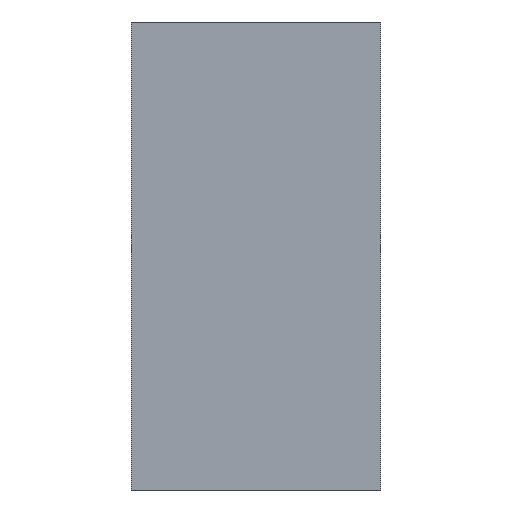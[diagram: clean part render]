
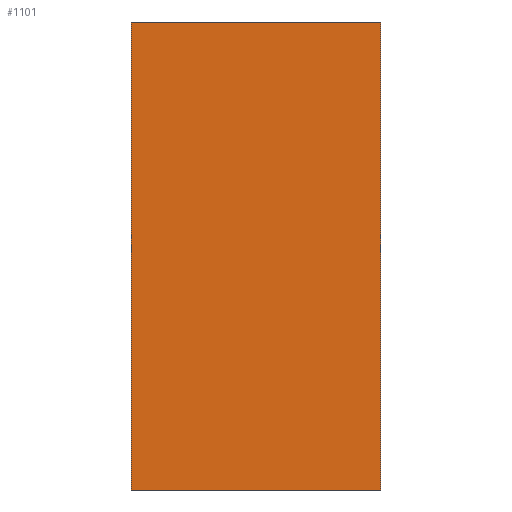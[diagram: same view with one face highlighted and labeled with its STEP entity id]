
A CAD part, front view. The second image highlights one B-rep face of the part: STEP entity #1101.
In plain terms, the highlighted planar face has unit normal (0, -1, 0).
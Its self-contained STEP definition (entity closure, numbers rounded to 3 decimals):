
#655 = VERTEX_POINT ( 'NONE', #2707 ) ;
#694 = ORIENTED_EDGE ( 'NONE', *, *, #4541, .F. ) ;
#695 = ORIENTED_EDGE ( 'NONE', *, *, #4540, .F. ) ;
#696 = ORIENTED_EDGE ( 'NONE', *, *, #4539, .T. ) ;
#697 = ORIENTED_EDGE ( 'NONE', *, *, #4543, .T. ) ;
#1101 = ADVANCED_FACE ( 'NONE', ( #2406 ), #2913, .T. ) ;
#1220 = VERTEX_POINT ( 'NONE', #3318 ) ;
#1222 = VERTEX_POINT ( 'NONE', #3320 ) ;
#1227 = VERTEX_POINT ( 'NONE', #3325 ) ;
#1232 = EDGE_LOOP ( 'NONE', ( #694, #695, #696, #697 ) ) ;
#2406 = FACE_OUTER_BOUND ( 'NONE', #1232, .T. ) ;
#2558 = LINE ( 'NONE', #3441, #2567 ) ;
#2562 = LINE ( 'NONE', #3452, #2565 ) ;
#2564 = LINE ( 'NONE', #3447, #2573 ) ;
#2565 = VECTOR ( 'NONE', #3454, 1000. ) ;
#2566 = LINE ( 'NONE', #3456, #2569 ) ;
#2567 = VECTOR ( 'NONE', #3455, 1000. ) ;
#2569 = VECTOR ( 'NONE', #3457, 1000. ) ;
#2573 = VECTOR ( 'NONE', #3461, 1000. ) ;
#2707 = CARTESIAN_POINT ( 'NONE',  ( 0., 0., -140. ) ) ;
#2913 = PLANE ( 'NONE',  #3009 ) ;
#2914 = CARTESIAN_POINT ( 'NONE',  ( 0., 0., -140. ) ) ;
#2919 = DIRECTION ( 'NONE',  ( 0., -1., 0. ) ) ;
#2920 = DIRECTION ( 'NONE',  ( 0., 0., -1. ) ) ;
#3009 = AXIS2_PLACEMENT_3D ( 'NONE', #2914, #2919, #2920 ) ;
#3318 = CARTESIAN_POINT ( 'NONE',  ( 80., 0., 10. ) ) ;
#3320 = CARTESIAN_POINT ( 'NONE',  ( 0., 0., 10. ) ) ;
#3325 = CARTESIAN_POINT ( 'NONE',  ( 80., 0., -140. ) ) ;
#3441 = CARTESIAN_POINT ( 'NONE',  ( 0., 0., -140. ) ) ;
#3447 = CARTESIAN_POINT ( 'NONE',  ( 80., 0., -140. ) ) ;
#3452 = CARTESIAN_POINT ( 'NONE',  ( 0., 0., -140. ) ) ;
#3454 = DIRECTION ( 'NONE',  ( 1., 0., 0. ) ) ;
#3455 = DIRECTION ( 'NONE',  ( 0., 0., 1. ) ) ;
#3456 = CARTESIAN_POINT ( 'NONE',  ( 0., 0., 10. ) ) ;
#3457 = DIRECTION ( 'NONE',  ( 1., 0., 0. ) ) ;
#3461 = DIRECTION ( 'NONE',  ( 0., 0., 1. ) ) ;
#4539 = EDGE_CURVE ( 'NONE', #655, #1227, #2562, .T. ) ;
#4540 = EDGE_CURVE ( 'NONE', #655, #1222, #2558, .T. ) ;
#4541 = EDGE_CURVE ( 'NONE', #1222, #1220, #2566, .T. ) ;
#4543 = EDGE_CURVE ( 'NONE', #1227, #1220, #2564, .T. ) ;
